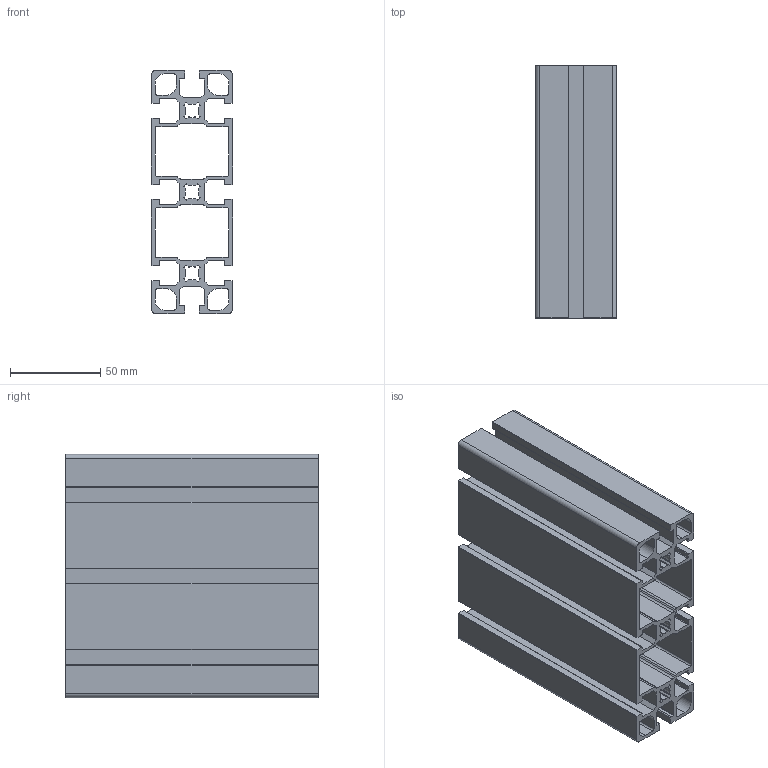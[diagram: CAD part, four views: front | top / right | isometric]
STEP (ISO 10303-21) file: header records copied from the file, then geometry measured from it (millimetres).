
FILE_DESCRIPTION(('STEP AP214'),'1');
FILE_NAME('cctmp_66F19755-42EC-4BD0-BF09-164436B7C6EA_2023_01_05_09_00_44_0921..stp','2023-01-05T08:00:45',('MiniTec Maschinenbau GmbH & Co.KG'),('CADClick - www.CADClick.com'),'Spatial InterOp 3D',' ','unknown authorization');
FILE_SCHEMA(('AUTOMOTIVE_DESIGN'));
Length unit declared in the file: millimetre
Products named in the file (1): 20.1087/0
Bounding box: 45 x 140 x 135 mm (x, y, z)
Volume: 223940.1 mm3; surface area: 173025.8 mm2
Topology: 1 solids, 1 shells, 314 faces, 936 edges, 624 vertices
Faces by surface type: plane 162, cylinder 152
Entity records: 13196 total; most frequent: CARTESIAN_POINT 1875, ORIENTED_EDGE 1872, DIRECTION 1870, EDGE_CURVE 936, LINE 632, VECTOR 632, VERTEX_POINT 624, AXIS2_PLACEMENT_3D 619
